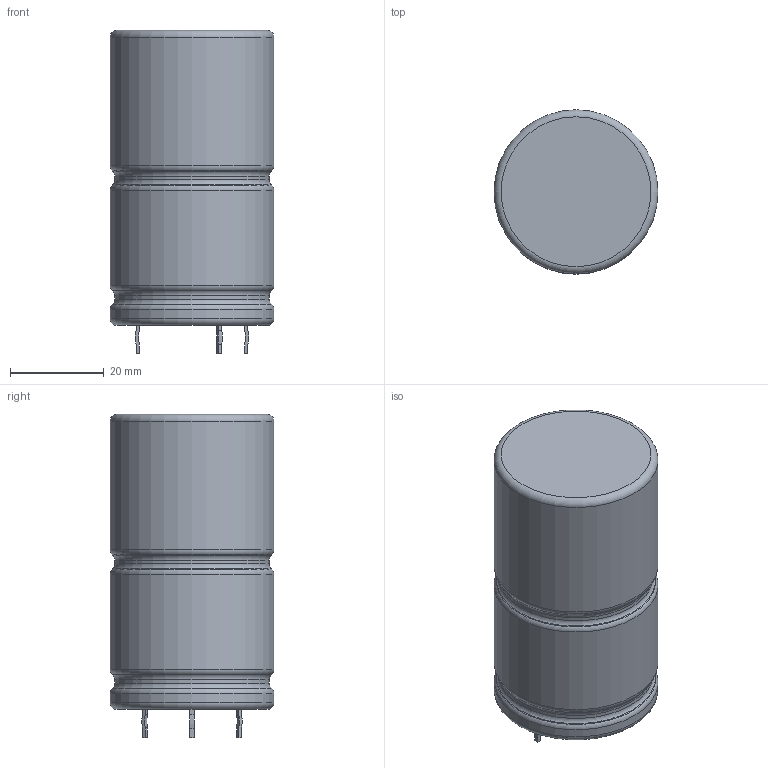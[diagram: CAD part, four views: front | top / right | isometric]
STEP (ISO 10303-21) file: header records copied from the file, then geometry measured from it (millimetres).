
FILE_DESCRIPTION( ( '' ), ' ' );
FILE_NAME( '5ab46ed4c6ed610fdb99c7b0.step', '2018-03-23T03:04:53', ( '' ), ( '' ), ' ', ' ', ' ' );
FILE_SCHEMA( ( 'AUTOMOTIVE_DESIGN { 1 0 10303 214 1 1 1 1 }' ) );
Length unit declared in the file: metre
Products named in the file (5): Open CASCADE STEP translator 6.8 2; Open CASCADE STEP translator 6.8 1
Bounding box: 35 x 35 x 69 mm (x, y, z)
Volume: 59236.8 mm3; surface area: 9155.9 mm2
Topology: 5 solids, 5 shells, 95 faces, 228 edges, 144 vertices
Faces by surface type: plane 67, cylinder 14, torus 10, cone 4
Full cylindrical faces by diameter (mm): 30 x1, 33 x2, 35 x3
Entity records: 4436 total; most frequent: CARTESIAN_POINT 448, DIRECTION 444, ORIENTED_EDGE 412, STYLED_ITEM 301, PRESENTATION_STYLE_ASSIGNMENT 301, COLOUR_RGB 301, EDGE_CURVE 206, CURVE_STYLE 206
